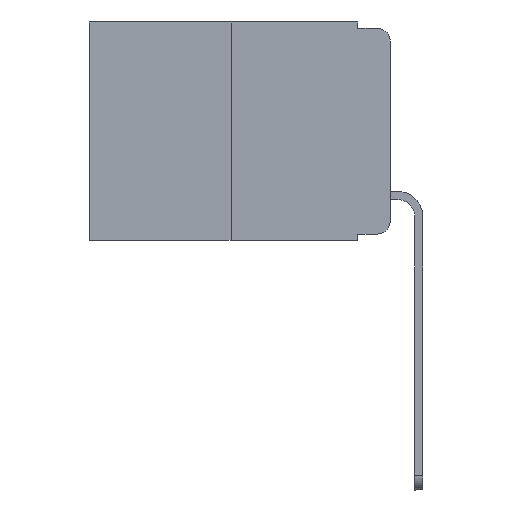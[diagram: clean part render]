
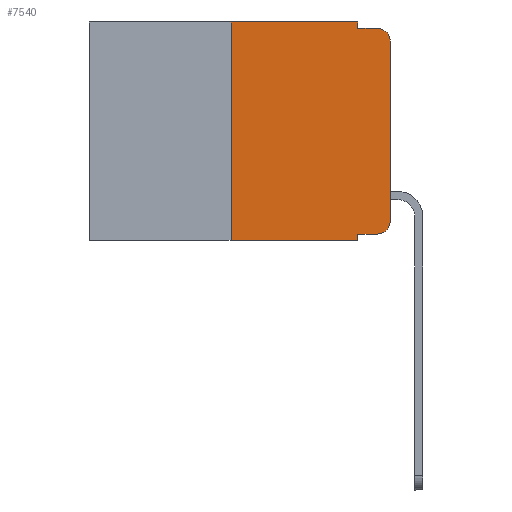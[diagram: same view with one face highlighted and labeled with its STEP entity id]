
A CAD part, left-side view. The second image highlights one B-rep face of the part: STEP entity #7540.
In plain terms, the highlighted planar face has unit normal (-1, 0, 0).
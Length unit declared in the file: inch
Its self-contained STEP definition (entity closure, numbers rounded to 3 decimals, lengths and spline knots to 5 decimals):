
#112 = EDGE_CURVE ( 'NONE', #3358, #7616, #2071, .T. ) ;
#285 = DIRECTION ( 'NONE',  ( 0., 0., -1. ) ) ;
#294 = VECTOR ( 'NONE', #14604, 39.37008 ) ;
#361 = CARTESIAN_POINT ( 'NONE',  ( 0., 0.02, -0.333 ) ) ;
#423 = ORIENTED_EDGE ( 'NONE', *, *, #14995, .F. ) ;
#444 = ORIENTED_EDGE ( 'NONE', *, *, #12203, .F. ) ;
#721 = ORIENTED_EDGE ( 'NONE', *, *, #8304, .T. ) ;
#856 = EDGE_LOOP ( 'NONE', ( #13063, #7212, #423, #1460, #6539, #15462, #13518, #444, #6558, #721 ) ) ;
#868 = VERTEX_POINT ( 'NONE', #18779 ) ;
#1460 = ORIENTED_EDGE ( 'NONE', *, *, #14080, .F. ) ;
#1909 = VECTOR ( 'NONE', #12205, 39.37008 ) ;
#2071 = LINE ( 'NONE', #16614, #12965 ) ;
#2101 = CARTESIAN_POINT ( 'NONE',  ( 0., 0.051, -0.343 ) ) ;
#2329 = CARTESIAN_POINT ( 'NONE',  ( 0., 0.051, 0. ) ) ;
#2351 = CARTESIAN_POINT ( 'NONE',  ( 0., 0.051, -0.01 ) ) ;
#2522 = DIRECTION ( 'NONE',  ( 0., 0., 1. ) ) ;
#3325 = VERTEX_POINT ( 'NONE', #16920 ) ;
#3358 = VERTEX_POINT ( 'NONE', #15631 ) ;
#3535 = VECTOR ( 'NONE', #15077, 39.37008 ) ;
#3886 = LINE ( 'NONE', #14229, #11727 ) ;
#3902 = DIRECTION ( 'NONE',  ( 0., 0., -1. ) ) ;
#4139 = DIRECTION ( 'NONE',  ( -1., 0., 0. ) ) ;
#4920 = VERTEX_POINT ( 'NONE', #2351 ) ;
#4945 = CARTESIAN_POINT ( 'NONE',  ( 0., 0.473, -0.343 ) ) ;
#5077 = LINE ( 'NONE', #4945, #12309 ) ;
#5170 = VECTOR ( 'NONE', #3902, 39.37008 ) ;
#5425 = DIRECTION ( 'NONE',  ( -1., 0., 0. ) ) ;
#5539 = AXIS2_PLACEMENT_3D ( 'NONE', #17889, #9440, #285 ) ;
#6098 = LINE ( 'NONE', #6176, #1909 ) ;
#6176 = CARTESIAN_POINT ( 'NONE',  ( 0., 0.051, -0.01 ) ) ;
#6217 = CARTESIAN_POINT ( 'NONE',  ( 0., 0., -0.03 ) ) ;
#6539 = ORIENTED_EDGE ( 'NONE', *, *, #112, .F. ) ;
#6558 = ORIENTED_EDGE ( 'NONE', *, *, #9308, .T. ) ;
#7212 = ORIENTED_EDGE ( 'NONE', *, *, #15945, .T. ) ;
#7441 = LINE ( 'NONE', #13693, #3535 ) ;
#7540 = ADVANCED_FACE ( 'NONE', ( #18817 ), #16460, .F. ) ;
#7562 = VERTEX_POINT ( 'NONE', #361 ) ;
#7616 = VERTEX_POINT ( 'NONE', #13850 ) ;
#8026 = CIRCLE ( 'NONE', #10294, 0.02 ) ;
#8304 = EDGE_CURVE ( 'NONE', #7562, #10937, #15296, .T. ) ;
#8434 = LINE ( 'NONE', #8954, #294 ) ;
#8711 = LINE ( 'NONE', #15910, #15825 ) ;
#8833 = DIRECTION ( 'NONE',  ( 0., 0., -1. ) ) ;
#8954 = CARTESIAN_POINT ( 'NONE',  ( 0., 0., 0. ) ) ;
#9308 = EDGE_CURVE ( 'NONE', #3325, #7562, #7441, .T. ) ;
#9440 = DIRECTION ( 'NONE',  ( 1., 0., 0. ) ) ;
#9716 = VERTEX_POINT ( 'NONE', #16379 ) ;
#9966 = LINE ( 'NONE', #2329, #5170 ) ;
#10294 = AXIS2_PLACEMENT_3D ( 'NONE', #12871, #4139, #14281 ) ;
#10937 = VERTEX_POINT ( 'NONE', #17368 ) ;
#11727 = VECTOR ( 'NONE', #2522, 39.37008 ) ;
#11878 = VERTEX_POINT ( 'NONE', #6217 ) ;
#12203 = EDGE_CURVE ( 'NONE', #3325, #14485, #9966, .T. ) ;
#12205 = DIRECTION ( 'NONE',  ( 0., -1., 0. ) ) ;
#12309 = VECTOR ( 'NONE', #16381, 39.37008 ) ;
#12871 = CARTESIAN_POINT ( 'NONE',  ( 0., 0.02, -0.03 ) ) ;
#12965 = VECTOR ( 'NONE', #14795, 39.37008 ) ;
#13063 = ORIENTED_EDGE ( 'NONE', *, *, #16886, .T. ) ;
#13154 = EDGE_CURVE ( 'NONE', #868, #3358, #3886, .T. ) ;
#13518 = ORIENTED_EDGE ( 'NONE', *, *, #14319, .T. ) ;
#13693 = CARTESIAN_POINT ( 'NONE',  ( 0., 0.051, -0.333 ) ) ;
#13850 = CARTESIAN_POINT ( 'NONE',  ( 0., 0.051, 0. ) ) ;
#14016 = CARTESIAN_POINT ( 'NONE',  ( 0., 0.02, -0.313 ) ) ;
#14080 = EDGE_CURVE ( 'NONE', #7616, #4920, #8711, .T. ) ;
#14229 = CARTESIAN_POINT ( 'NONE',  ( 0., 0.25, 0. ) ) ;
#14281 = DIRECTION ( 'NONE',  ( 0., 0., -1. ) ) ;
#14319 = EDGE_CURVE ( 'NONE', #868, #14485, #5077, .T. ) ;
#14485 = VERTEX_POINT ( 'NONE', #2101 ) ;
#14604 = DIRECTION ( 'NONE',  ( 0., 0., 1. ) ) ;
#14795 = DIRECTION ( 'NONE',  ( 0., -1., 0. ) ) ;
#14995 = EDGE_CURVE ( 'NONE', #4920, #9716, #6098, .T. ) ;
#15077 = DIRECTION ( 'NONE',  ( 0., -1., 0. ) ) ;
#15296 = CIRCLE ( 'NONE', #15701, 0.02 ) ;
#15409 = DIRECTION ( 'NONE',  ( 0., 0., -1. ) ) ;
#15462 = ORIENTED_EDGE ( 'NONE', *, *, #13154, .F. ) ;
#15631 = CARTESIAN_POINT ( 'NONE',  ( 0., 0.25, 0. ) ) ;
#15701 = AXIS2_PLACEMENT_3D ( 'NONE', #14016, #5425, #15409 ) ;
#15825 = VECTOR ( 'NONE', #8833, 39.37008 ) ;
#15910 = CARTESIAN_POINT ( 'NONE',  ( 0., 0.051, 0. ) ) ;
#15945 = EDGE_CURVE ( 'NONE', #11878, #9716, #8026, .T. ) ;
#16379 = CARTESIAN_POINT ( 'NONE',  ( 0., 0.02, -0.01 ) ) ;
#16381 = DIRECTION ( 'NONE',  ( 0., -1., 0. ) ) ;
#16460 = PLANE ( 'NONE',  #5539 ) ;
#16614 = CARTESIAN_POINT ( 'NONE',  ( 0., 0.473, 0. ) ) ;
#16886 = EDGE_CURVE ( 'NONE', #10937, #11878, #8434, .T. ) ;
#16920 = CARTESIAN_POINT ( 'NONE',  ( 0., 0.051, -0.333 ) ) ;
#17368 = CARTESIAN_POINT ( 'NONE',  ( 0., 0., -0.313 ) ) ;
#17889 = CARTESIAN_POINT ( 'NONE',  ( 0., 0.473, 0. ) ) ;
#18779 = CARTESIAN_POINT ( 'NONE',  ( 0., 0.25, -0.343 ) ) ;
#18817 = FACE_OUTER_BOUND ( 'NONE', #856, .T. ) ;
